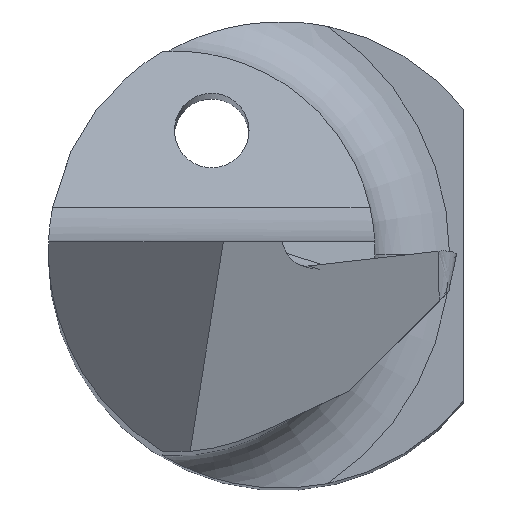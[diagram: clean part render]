
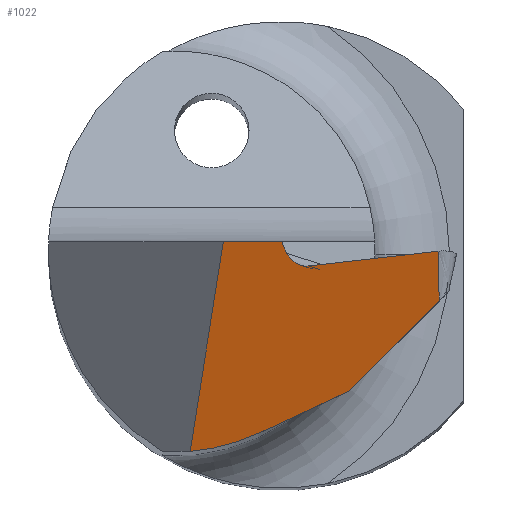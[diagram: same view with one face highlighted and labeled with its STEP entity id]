
A CAD part, top view. The second image highlights one B-rep face of the part: STEP entity #1022.
In plain terms, the highlighted planar face has unit normal (-0.113, -0.208, 0.972).
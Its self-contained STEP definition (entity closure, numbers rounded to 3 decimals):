
#21 = AXIS2_PLACEMENT_3D ( 'NONE', #633, #620, #537 ) ;
#58 = CARTESIAN_POINT ( 'NONE',  ( -0.981, -2.147, 39.231 ) ) ;
#60 = VECTOR ( 'NONE', #428, 1000. ) ;
#96 = LINE ( 'NONE', #169, #980 ) ;
#104 = LINE ( 'NONE', #986, #342 ) ;
#109 = CARTESIAN_POINT ( 'NONE',  ( -0.578, 0.394, 39.821 ) ) ;
#110 = DIRECTION ( 'NONE',  ( -0.024, 0.978, 0.207 ) ) ;
#112 = EDGE_LOOP ( 'NONE', ( #287, #865, #938, #351, #821, #547, #160, #968, #368, #198 ) ) ;
#160 = ORIENTED_EDGE ( 'NONE', *, *, #989, .T. ) ;
#169 = CARTESIAN_POINT ( 'NONE',  ( 2.331, -0.465, 39.976 ) ) ;
#182 = EDGE_CURVE ( 'NONE', #539, #826, #96, .T. ) ;
#197 = FACE_OUTER_BOUND ( 'NONE', #112, .T. ) ;
#198 = ORIENTED_EDGE ( 'NONE', *, *, #485, .F. ) ;
#218 = CARTESIAN_POINT ( 'NONE',  ( 1.676, -0.004, 39.998 ) ) ;
#229 = CARTESIAN_POINT ( 'NONE',  ( 0.054, -0.024, 39.805 ) ) ;
#234 = CARTESIAN_POINT ( 'NONE',  ( 0.094, -0.115, 39.79 ) ) ;
#255 = VECTOR ( 'NONE', #549, 1000. ) ;
#269 = VECTOR ( 'NONE', #946, 1000. ) ;
#286 = PLANE ( 'NONE',  #21 ) ;
#287 = ORIENTED_EDGE ( 'NONE', *, *, #636, .T. ) ;
#291 = EDGE_CURVE ( 'NONE', #585, #471, #1005, .T. ) ;
#319 = LINE ( 'NONE', #1048, #930 ) ;
#342 = VECTOR ( 'NONE', #1073, 1000. ) ;
#347 = VERTEX_POINT ( 'NONE', #625 ) ;
#351 = ORIENTED_EDGE ( 'NONE', *, *, #417, .T. ) ;
#352 = LINE ( 'NONE', #929, #60 ) ;
#363 = EDGE_CURVE ( 'NONE', #545, #886, #647, .T. ) ;
#368 = ORIENTED_EDGE ( 'NONE', *, *, #363, .T. ) ;
#378 =( BOUNDED_CURVE ( )  B_SPLINE_CURVE ( 3, ( #58, #400, #394, #815 ),
 .UNSPECIFIED., .F., .F. ) 
 B_SPLINE_CURVE_WITH_KNOTS ( ( 4, 4 ),
 ( 0.578, 0.934 ),
 .UNSPECIFIED. ) 
 CURVE ( )  GEOMETRIC_REPRESENTATION_ITEM ( )  RATIONAL_B_SPLINE_CURVE ( ( 1., 0.989, 0.989, 1. ) ) 
 REPRESENTATION_ITEM ( '' )  );
#394 = CARTESIAN_POINT ( 'NONE',  ( -0.476, -2.06, 39.308 ) ) ;
#398 = EDGE_CURVE ( 'NONE', #471, #347, #378, .T. ) ;
#400 = CARTESIAN_POINT ( 'NONE',  ( -0.725, -2.126, 39.265 ) ) ;
#414 = DIRECTION ( 'NONE',  ( 0.399, -0.905, -0.147 ) ) ;
#417 = EDGE_CURVE ( 'NONE', #347, #1041, #319, .T. ) ;
#428 = DIRECTION ( 'NONE',  ( -0.993, 0., -0.116 ) ) ;
#444 = VECTOR ( 'NONE', #110, 1000. ) ;
#445 = CARTESIAN_POINT ( 'NONE',  ( 1.676, -0.004, 39.998 ) ) ;
#447 = LINE ( 'NONE', #857, #444 ) ;
#471 = VERTEX_POINT ( 'NONE', #907 ) ;
#485 = EDGE_CURVE ( 'NONE', #1024, #886, #488, .T. ) ;
#488 = LINE ( 'NONE', #496, #910 ) ;
#496 = CARTESIAN_POINT ( 'NONE',  ( -0.22, 0.598, 39.906 ) ) ;
#535 = CARTESIAN_POINT ( 'NONE',  ( -0.625, 0.1, 39.753 ) ) ;
#537 = DIRECTION ( 'NONE',  ( 0., 0.978, 0.209 ) ) ;
#539 = VERTEX_POINT ( 'NONE', #859 ) ;
#543 = CARTESIAN_POINT ( 'NONE',  ( -0.001, 0.1, 39.825 ) ) ;
#545 = VERTEX_POINT ( 'NONE', #778 ) ;
#547 = ORIENTED_EDGE ( 'NONE', *, *, #182, .F. ) ;
#549 = DIRECTION ( 'NONE',  ( -0.984, -0.111, -0.138 ) ) ;
#569 = CARTESIAN_POINT ( 'NONE',  ( 0.189, -0.171, 39.789 ) ) ;
#585 = VERTEX_POINT ( 'NONE', #535 ) ;
#620 = DIRECTION ( 'NONE',  ( 0.113, 0.208, -0.972 ) ) ;
#625 = CARTESIAN_POINT ( 'NONE',  ( -0.243, -1.952, 39.358 ) ) ;
#633 = CARTESIAN_POINT ( 'NONE',  ( 1.676, -0.004, 39.998 ) ) ;
#634 = VERTEX_POINT ( 'NONE', #445 ) ;
#636 = EDGE_CURVE ( 'NONE', #1024, #585, #352, .T. ) ;
#645 = DIRECTION ( 'NONE',  ( 0.889, 0.415, 0.192 ) ) ;
#647 =( BOUNDED_CURVE ( )  B_SPLINE_CURVE ( 3, ( #1043, #569, #234, #229 ),
 .UNSPECIFIED., .F., .F. ) 
 B_SPLINE_CURVE_WITH_KNOTS ( ( 4, 4 ),
 ( 0.714, 2.252 ),
 .UNSPECIFIED. ) 
 CURVE ( )  GEOMETRIC_REPRESENTATION_ITEM ( )  RATIONAL_B_SPLINE_CURVE ( ( 1., 0.812, 0.812, 1. ) ) 
 REPRESENTATION_ITEM ( '' )  );
#710 = DIRECTION ( 'NONE',  ( 0.984, 0.111, 0.138 ) ) ;
#753 = CARTESIAN_POINT ( 'NONE',  ( 0.054, -0.024, 39.805 ) ) ;
#778 = CARTESIAN_POINT ( 'NONE',  ( 0.284, -0.161, 39.803 ) ) ;
#815 = CARTESIAN_POINT ( 'NONE',  ( -0.243, -1.952, 39.358 ) ) ;
#821 = ORIENTED_EDGE ( 'NONE', *, *, #846, .T. ) ;
#826 = VERTEX_POINT ( 'NONE', #899 ) ;
#846 = EDGE_CURVE ( 'NONE', #1041, #826, #104, .T. ) ;
#857 = CARTESIAN_POINT ( 'NONE',  ( 1.676, -0.004, 39.998 ) ) ;
#859 = CARTESIAN_POINT ( 'NONE',  ( 1.689, -0.537, 39.886 ) ) ;
#865 = ORIENTED_EDGE ( 'NONE', *, *, #291, .T. ) ;
#881 = CARTESIAN_POINT ( 'NONE',  ( 0.728, -1.499, 39.568 ) ) ;
#886 = VERTEX_POINT ( 'NONE', #753 ) ;
#899 = CARTESIAN_POINT ( 'NONE',  ( 1.69, -0.537, 39.886 ) ) ;
#907 = CARTESIAN_POINT ( 'NONE',  ( -0.981, -2.147, 39.231 ) ) ;
#910 = VECTOR ( 'NONE', #414, 1000. ) ;
#929 = CARTESIAN_POINT ( 'NONE',  ( -2.445, 0.1, 39.541 ) ) ;
#930 = VECTOR ( 'NONE', #645, 1000. ) ;
#938 = ORIENTED_EDGE ( 'NONE', *, *, #398, .T. ) ;
#946 = DIRECTION ( 'NONE',  ( -0.152, -0.963, -0.224 ) ) ;
#961 = LINE ( 'NONE', #218, #255 ) ;
#968 = ORIENTED_EDGE ( 'NONE', *, *, #1038, .T. ) ;
#980 = VECTOR ( 'NONE', #710, 1000. ) ;
#986 = CARTESIAN_POINT ( 'NONE',  ( 0.796, -1.431, 39.591 ) ) ;
#989 = EDGE_CURVE ( 'NONE', #539, #634, #447, .T. ) ;
#1005 = LINE ( 'NONE', #109, #269 ) ;
#1022 = ADVANCED_FACE ( 'NONE', ( #197 ), #286, .F. ) ;
#1024 = VERTEX_POINT ( 'NONE', #543 ) ;
#1038 = EDGE_CURVE ( 'NONE', #634, #545, #961, .T. ) ;
#1041 = VERTEX_POINT ( 'NONE', #881 ) ;
#1043 = CARTESIAN_POINT ( 'NONE',  ( 0.284, -0.161, 39.803 ) ) ;
#1048 = CARTESIAN_POINT ( 'NONE',  ( 0.802, -1.464, 39.584 ) ) ;
#1073 = DIRECTION ( 'NONE',  ( 0.689, 0.689, 0.227 ) ) ;
